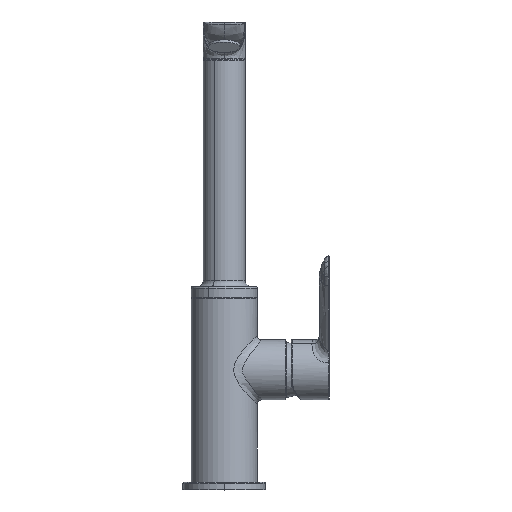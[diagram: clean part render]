
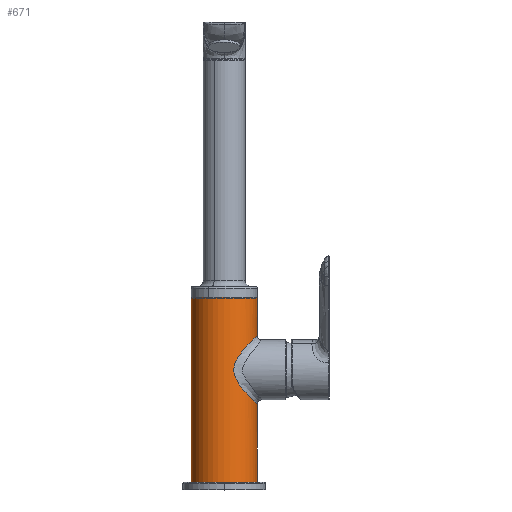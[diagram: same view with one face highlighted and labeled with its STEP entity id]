
A CAD part, top view. The second image highlights one B-rep face of the part: STEP entity #671.
In plain terms, the highlighted cylindrical face has radius 22 mm (diameter 44 mm), a partial arc.
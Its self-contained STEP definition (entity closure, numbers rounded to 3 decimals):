
#24 = CARTESIAN_POINT ( 'NONE',  ( 22., -25.65, 0. ) ) ;
#164 = CARTESIAN_POINT ( 'NONE',  ( 0., -0.15, 0. ) ) ;
#322 = B_SPLINE_CURVE_WITH_KNOTS ( 'NONE', 5,
 ( #12765, #5391, #7886, #11516, #13947, #2876, #7131, #8142, #14105, #15454, #10874, #6698, #5943, #5984, #543, #15608, #15288, #9265, #10507, #9479, #2115 ),
 .UNSPECIFIED., .F., .F.,
 ( 6, 2, 2, 2, 2, 2, 1, 2, 2, 6 ),
 ( 0., 0.153, 0.324, 0.419, 0.482, 0.519, 0.58, 0.671, 0.839, 1. ),
 .UNSPECIFIED. ) ;
#413 = DIRECTION ( 'NONE',  ( 0., 1., 0. ) ) ;
#506 = EDGE_CURVE ( 'NONE', #3006, #12414, #14925, .T. ) ;
#543 = CARTESIAN_POINT ( 'NONE',  ( 10.783, -59.706, 19.362 ) ) ;
#671 = ADVANCED_FACE ( 'NONE', ( #1845 ), #11264, .T. ) ;
#689 = ORIENTED_EDGE ( 'NONE', *, *, #1083, .F. ) ;
#713 = ORIENTED_EDGE ( 'NONE', *, *, #6545, .T. ) ;
#886 = VERTEX_POINT ( 'NONE', #9429 ) ;
#907 = CARTESIAN_POINT ( 'NONE',  ( 0., -126.219, 0. ) ) ;
#1083 = EDGE_CURVE ( 'NONE', #3006, #12651, #322, .T. ) ;
#1108 = DIRECTION ( 'NONE',  ( -1., 0., 0. ) ) ;
#1197 = DIRECTION ( 'NONE',  ( 0., 0., 1. ) ) ;
#1416 = DIRECTION ( 'NONE',  ( 0., 0., 1. ) ) ;
#1845 = FACE_OUTER_BOUND ( 'NONE', #4550, .T. ) ;
#1955 = DIRECTION ( 'NONE',  ( 0., 1., 0. ) ) ;
#2115 = CARTESIAN_POINT ( 'NONE',  ( 22., -71.65, 0. ) ) ;
#2187 = LINE ( 'NONE', #3109, #8351 ) ;
#2232 = CARTESIAN_POINT ( 'NONE',  ( -22., -123.65, 0. ) ) ;
#2333 = CARTESIAN_POINT ( 'NONE',  ( 22., -126.219, 0. ) ) ;
#2503 = AXIS2_PLACEMENT_3D ( 'NONE', #164, #8800, #1416 ) ;
#2876 = CARTESIAN_POINT ( 'NONE',  ( 14.067, -33.765, 17.199 ) ) ;
#3006 = VERTEX_POINT ( 'NONE', #24 ) ;
#3109 = CARTESIAN_POINT ( 'NONE',  ( -22., -126.219, 0. ) ) ;
#3153 = CARTESIAN_POINT ( 'NONE',  ( 22., -71.65, 0. ) ) ;
#3176 = CARTESIAN_POINT ( 'NONE',  ( -22., -0.15, 0. ) ) ;
#3182 = LINE ( 'NONE', #2333, #15882 ) ;
#3870 = DIRECTION ( 'NONE',  ( 0., 1., 0. ) ) ;
#4296 = CIRCLE ( 'NONE', #15397, 22. ) ;
#4550 = EDGE_LOOP ( 'NONE', ( #15840, #713, #689, #4681, #11612, #6229 ) ) ;
#4681 = ORIENTED_EDGE ( 'NONE', *, *, #506, .T. ) ;
#4979 = CARTESIAN_POINT ( 'NONE',  ( 22., -126.219, 0. ) ) ;
#5357 = AXIS2_PLACEMENT_3D ( 'NONE', #907, #1955, #1108 ) ;
#5391 = CARTESIAN_POINT ( 'NONE',  ( 22., -25.65, 2.39 ) ) ;
#5503 = VECTOR ( 'NONE', #3870, 1000. ) ;
#5527 = DIRECTION ( 'NONE',  ( 0., 1., 0. ) ) ;
#5943 = CARTESIAN_POINT ( 'NONE',  ( 6.858, -52.879, 20.912 ) ) ;
#5984 = CARTESIAN_POINT ( 'NONE',  ( 8.149, -55.572, 20.481 ) ) ;
#6229 = ORIENTED_EDGE ( 'NONE', *, *, #13972, .F. ) ;
#6383 = VERTEX_POINT ( 'NONE', #2232 ) ;
#6545 = EDGE_CURVE ( 'NONE', #886, #12651, #3182, .T. ) ;
#6698 = CARTESIAN_POINT ( 'NONE',  ( 6.364, -49.93, 21.059 ) ) ;
#6823 = CIRCLE ( 'NONE', #2503, 22. ) ;
#7131 = CARTESIAN_POINT ( 'NONE',  ( 11.55, -36.672, 18.882 ) ) ;
#7264 = VERTEX_POINT ( 'NONE', #3176 ) ;
#7886 = CARTESIAN_POINT ( 'NONE',  ( 21.675, -25.96, 4.783 ) ) ;
#8142 = CARTESIAN_POINT ( 'NONE',  ( 8.729, -40.797, 20.238 ) ) ;
#8351 = VECTOR ( 'NONE', #5527, 1000. ) ;
#8572 = DIRECTION ( 'NONE',  ( 0., 1., 0. ) ) ;
#8800 = DIRECTION ( 'NONE',  ( 0., 1., 0. ) ) ;
#9265 = CARTESIAN_POINT ( 'NONE',  ( 20.167, -69.895, 9.904 ) ) ;
#9429 = CARTESIAN_POINT ( 'NONE',  ( 22., -123.65, 0. ) ) ;
#9479 = CARTESIAN_POINT ( 'NONE',  ( 22.001, -71.65, 2.52 ) ) ;
#10405 = CARTESIAN_POINT ( 'NONE',  ( 22., -0.15, 0. ) ) ;
#10507 = CARTESIAN_POINT ( 'NONE',  ( 21.638, -71.304, 5.041 ) ) ;
#10874 = CARTESIAN_POINT ( 'NONE',  ( 6.357, -47.41, 21.062 ) ) ;
#10935 = EDGE_CURVE ( 'NONE', #7264, #12414, #6823, .T. ) ;
#11264 = CYLINDRICAL_SURFACE ( 'NONE', #5357, 22. ) ;
#11516 = CARTESIAN_POINT ( 'NONE',  ( 20.296, -27.283, 9.606 ) ) ;
#11612 = ORIENTED_EDGE ( 'NONE', *, *, #10935, .F. ) ;
#12414 = VERTEX_POINT ( 'NONE', #10405 ) ;
#12651 = VERTEX_POINT ( 'NONE', #3153 ) ;
#12765 = CARTESIAN_POINT ( 'NONE',  ( 22., -25.65, 0. ) ) ;
#13947 = CARTESIAN_POINT ( 'NONE',  ( 17.821, -29.726, 13.519 ) ) ;
#13972 = EDGE_CURVE ( 'NONE', #6383, #7264, #2187, .T. ) ;
#14105 = CARTESIAN_POINT ( 'NONE',  ( 7.555, -42.94, 20.68 ) ) ;
#14525 = EDGE_CURVE ( 'NONE', #6383, #886, #4296, .T. ) ;
#14925 = LINE ( 'NONE', #4979, #5503 ) ;
#15288 = CARTESIAN_POINT ( 'NONE',  ( 17.597, -67.346, 13.804 ) ) ;
#15397 = AXIS2_PLACEMENT_3D ( 'NONE', #15944, #8572, #1197 ) ;
#15454 = CARTESIAN_POINT ( 'NONE',  ( 6.614, -45.846, 20.985 ) ) ;
#15608 = CARTESIAN_POINT ( 'NONE',  ( 13.813, -63.248, 17.386 ) ) ;
#15840 = ORIENTED_EDGE ( 'NONE', *, *, #14525, .T. ) ;
#15882 = VECTOR ( 'NONE', #413, 1000. ) ;
#15944 = CARTESIAN_POINT ( 'NONE',  ( 0., -123.65, 0. ) ) ;
